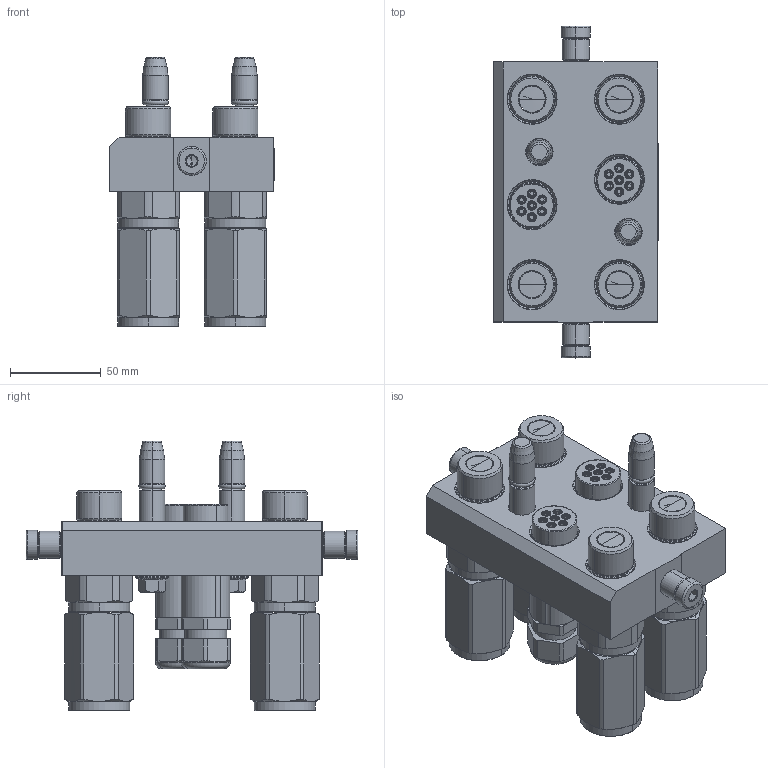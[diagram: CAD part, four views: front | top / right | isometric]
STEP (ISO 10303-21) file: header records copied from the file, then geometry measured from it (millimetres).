
FILE_DESCRIPTION (( 'STEP AP214' ), '1' );
FILE_NAME ('FASTER.step', '2022-10-27T19:57:10', ( '' ), ( '' ), 'SwSTEP 2.0', 'SolidWorks 2017', '' );
FILE_SCHEMA (( 'AUTOMOTIVE_DESIGN' ));
Length unit declared in the file: millimetre
Products named in the file (14): FASTER; conn_7p_m; et002; 4830_044_0000_000; or2_62x9_19_m; P608_M_BASE; 4850_010_0000_010; corspel08-7_m; 3ffnp12_gas_m; 4830_013_3000_030; 1540_080_0008_000; 4830_021_0000_000; 4830_028_1000_011
Assembly tree (24 placements, depth 3):
  FASTER
    P608_M_BASE
      4850_010_0000_010
      4830_021_0000_000  x2
      4830_013_3000_030  x2
      4830_028_1000_011  x2
      1540_080_0008_000  x2
      or2_62x9_19_m  x2
    3ffnp12_gas_m  x4
      3ffnp12_gas_m
    conn_7p_m  x2
      4830_044_0000_000
      corspel08-7_m
    et002
Bounding box: 90.3 x 182.6 x 148.2 mm (x, y, z)
Volume: 2873.9 mm3; surface area: 170538.9 mm2
Topology: 5 solids, 88 shells, 2925 faces, 8455 edges, 5562 vertices
Faces by surface type: plane 1564, cylinder 589, cone 434, torus 184, bspline 142, sphere 12
Entity records: 64433 total; most frequent: CARTESIAN_POINT 15826, ORIENTED_EDGE 9011, DIRECTION 8526, EDGE_CURVE 4729, LINE 3306, VECTOR 3306, VERTEX_POINT 3104, AXIS2_PLACEMENT_3D 2610
